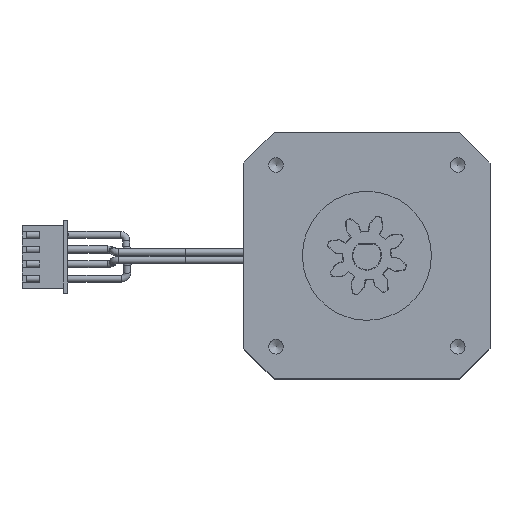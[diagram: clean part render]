
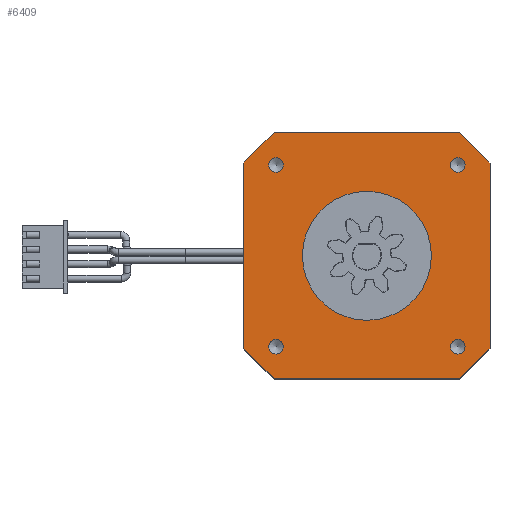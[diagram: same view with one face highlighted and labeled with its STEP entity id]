
A CAD part, top view. The second image highlights one B-rep face of the part: STEP entity #6409.
In plain terms, the highlighted planar face has unit normal (0, 0, 1).
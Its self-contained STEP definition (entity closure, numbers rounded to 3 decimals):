
#81 = DIRECTION ( 'NONE',  ( 0.707, 0.707, 0. ) ) ;
#257 = DIRECTION ( 'NONE',  ( 1., 0., 0. ) ) ;
#311 = CARTESIAN_POINT ( 'NONE',  ( -15.5, -15.5, 33.5 ) ) ;
#474 = VERTEX_POINT ( 'NONE', #4389 ) ;
#553 = AXIS2_PLACEMENT_3D ( 'NONE', #311, #5379, #1056 ) ;
#868 = CARTESIAN_POINT ( 'NONE',  ( -21., 15.828, 33.5 ) ) ;
#1056 = DIRECTION ( 'NONE',  ( 1., 0., 0. ) ) ;
#1128 = VERTEX_POINT ( 'NONE', #7216 ) ;
#1142 = CARTESIAN_POINT ( 'NONE',  ( -15.5, 15.5, 33.5 ) ) ;
#1345 = EDGE_LOOP ( 'NONE', ( #9049 ) ) ;
#1389 = DIRECTION ( 'NONE',  ( 0., 1., 0. ) ) ;
#1479 = VERTEX_POINT ( 'NONE', #3381 ) ;
#1596 = DIRECTION ( 'NONE',  ( 1., 0., 0. ) ) ;
#1872 = PLANE ( 'NONE',  #9234 ) ;
#1881 = DIRECTION ( 'NONE',  ( 1., 0., 0. ) ) ;
#2021 = VERTEX_POINT ( 'NONE', #868 ) ;
#2177 = EDGE_LOOP ( 'NONE', ( #9252, #4435, #2976, #4195, #3121, #6397, #5350, #3137 ) ) ;
#2295 = FACE_BOUND ( 'NONE', #6608, .T. ) ;
#2305 = VECTOR ( 'NONE', #81, 1000. ) ;
#2567 = DIRECTION ( 'NONE',  ( -1., 0., 0. ) ) ;
#2601 = LINE ( 'NONE', #6873, #4302 ) ;
#2638 = LINE ( 'NONE', #8268, #8238 ) ;
#2651 = CARTESIAN_POINT ( 'NONE',  ( 16.75, -15.5, 33.5 ) ) ;
#2865 = CIRCLE ( 'NONE', #553, 1.25 ) ;
#2976 = ORIENTED_EDGE ( 'NONE', *, *, #4934, .T. ) ;
#3121 = ORIENTED_EDGE ( 'NONE', *, *, #5835, .T. ) ;
#3137 = ORIENTED_EDGE ( 'NONE', *, *, #7065, .T. ) ;
#3381 = CARTESIAN_POINT ( 'NONE',  ( 16.75, 15.5, 33.5 ) ) ;
#3430 = DIRECTION ( 'NONE',  ( -0.707, -0.707, 0. ) ) ;
#3458 = CARTESIAN_POINT ( 'NONE',  ( -21., 15.828, 33.5 ) ) ;
#3589 = CARTESIAN_POINT ( 'NONE',  ( 15.828, 21., 33.5 ) ) ;
#3630 = VECTOR ( 'NONE', #1389, 1000. ) ;
#3637 = CARTESIAN_POINT ( 'NONE',  ( 15.5, -15.5, 33.5 ) ) ;
#3786 = CARTESIAN_POINT ( 'NONE',  ( 15.828, -21., 33.5 ) ) ;
#3920 = AXIS2_PLACEMENT_3D ( 'NONE', #1142, #6194, #1881 ) ;
#3960 = ORIENTED_EDGE ( 'NONE', *, *, #7493, .F. ) ;
#4096 = AXIS2_PLACEMENT_3D ( 'NONE', #3637, #8739, #4368 ) ;
#4190 = FACE_BOUND ( 'NONE', #5497, .T. ) ;
#4195 = ORIENTED_EDGE ( 'NONE', *, *, #5419, .T. ) ;
#4295 = CARTESIAN_POINT ( 'NONE',  ( 21., 15.828, 33.5 ) ) ;
#4302 = VECTOR ( 'NONE', #4837, 1000. ) ;
#4343 = VECTOR ( 'NONE', #6067, 1000. ) ;
#4368 = DIRECTION ( 'NONE',  ( 1., 0., 0. ) ) ;
#4389 = CARTESIAN_POINT ( 'NONE',  ( -15.828, -21., 33.5 ) ) ;
#4410 = CARTESIAN_POINT ( 'NONE',  ( 21., -15.828, 33.5 ) ) ;
#4435 = ORIENTED_EDGE ( 'NONE', *, *, #4455, .T. ) ;
#4455 = EDGE_CURVE ( 'NONE', #1128, #2021, #9069, .T. ) ;
#4551 = VERTEX_POINT ( 'NONE', #3589 ) ;
#4587 = DIRECTION ( 'NONE',  ( 0., 0., 1. ) ) ;
#4837 = DIRECTION ( 'NONE',  ( -0.707, 0.707, 0. ) ) ;
#4934 = EDGE_CURVE ( 'NONE', #2021, #8331, #9164, .T. ) ;
#5094 = VERTEX_POINT ( 'NONE', #9206 ) ;
#5146 = VECTOR ( 'NONE', #1596, 1000. ) ;
#5197 = CARTESIAN_POINT ( 'NONE',  ( 15.828, -21., 33.5 ) ) ;
#5280 = VERTEX_POINT ( 'NONE', #3786 ) ;
#5317 = VERTEX_POINT ( 'NONE', #2651 ) ;
#5350 = ORIENTED_EDGE ( 'NONE', *, *, #6622, .T. ) ;
#5357 = CARTESIAN_POINT ( 'NONE',  ( -15.828, 21., 33.5 ) ) ;
#5379 = DIRECTION ( 'NONE',  ( 0., 0., 1. ) ) ;
#5419 = EDGE_CURVE ( 'NONE', #8331, #474, #2638, .T. ) ;
#5420 = EDGE_CURVE ( 'NONE', #4551, #1128, #6496, .T. ) ;
#5497 = EDGE_LOOP ( 'NONE', ( #3960 ) ) ;
#5603 = ORIENTED_EDGE ( 'NONE', *, *, #7370, .F. ) ;
#5835 = EDGE_CURVE ( 'NONE', #474, #5280, #9010, .T. ) ;
#6067 = DIRECTION ( 'NONE',  ( -1., 0., 0. ) ) ;
#6127 = FACE_BOUND ( 'NONE', #6857, .T. ) ;
#6139 = LINE ( 'NONE', #4410, #2305 ) ;
#6181 = CARTESIAN_POINT ( 'NONE',  ( 21., 21., 33.5 ) ) ;
#6194 = DIRECTION ( 'NONE',  ( 0., 0., 1. ) ) ;
#6261 = EDGE_CURVE ( 'NONE', #5280, #6633, #6139, .T. ) ;
#6397 = ORIENTED_EDGE ( 'NONE', *, *, #6261, .T. ) ;
#6409 = ADVANCED_FACE ( 'NONE', ( #8101, #2295, #4190, #6127, #7865 ), #1872, .F. ) ;
#6466 = CARTESIAN_POINT ( 'NONE',  ( 21., -15.828, 33.5 ) ) ;
#6496 = LINE ( 'NONE', #5357, #4343 ) ;
#6608 = EDGE_LOOP ( 'NONE', ( #5603 ) ) ;
#6622 = EDGE_CURVE ( 'NONE', #6633, #8478, #7509, .T. ) ;
#6633 = VERTEX_POINT ( 'NONE', #6466 ) ;
#6762 = DIRECTION ( 'NONE',  ( 0.707, -0.707, 0. ) ) ;
#6857 = EDGE_LOOP ( 'NONE', ( #7346 ) ) ;
#6873 = CARTESIAN_POINT ( 'NONE',  ( 15.828, 21., 33.5 ) ) ;
#6920 = DIRECTION ( 'NONE',  ( 0., 0., -1. ) ) ;
#7065 = EDGE_CURVE ( 'NONE', #8478, #4551, #2601, .T. ) ;
#7181 = CIRCLE ( 'NONE', #9015, 1.25 ) ;
#7216 = CARTESIAN_POINT ( 'NONE',  ( -15.828, 21., 33.5 ) ) ;
#7223 = VECTOR ( 'NONE', #7700, 1000. ) ;
#7240 = EDGE_CURVE ( 'NONE', #5317, #5317, #7372, .T. ) ;
#7346 = ORIENTED_EDGE ( 'NONE', *, *, #7627, .F. ) ;
#7370 = EDGE_CURVE ( 'NONE', #1479, #1479, #7181, .T. ) ;
#7372 = CIRCLE ( 'NONE', #4096, 1.25 ) ;
#7493 = EDGE_CURVE ( 'NONE', #8967, #8967, #2865, .T. ) ;
#7509 = LINE ( 'NONE', #9344, #3630 ) ;
#7627 = EDGE_CURVE ( 'NONE', #5094, #5094, #7770, .T. ) ;
#7700 = DIRECTION ( 'NONE',  ( 0., -1., 0. ) ) ;
#7770 = CIRCLE ( 'NONE', #3920, 1.25 ) ;
#7865 = FACE_OUTER_BOUND ( 'NONE', #2177, .T. ) ;
#8101 = FACE_BOUND ( 'NONE', #1345, .T. ) ;
#8238 = VECTOR ( 'NONE', #6762, 1000. ) ;
#8268 = CARTESIAN_POINT ( 'NONE',  ( -15.828, -21., 33.5 ) ) ;
#8331 = VERTEX_POINT ( 'NONE', #8393 ) ;
#8393 = CARTESIAN_POINT ( 'NONE',  ( -21., -15.828, 33.5 ) ) ;
#8478 = VERTEX_POINT ( 'NONE', #4295 ) ;
#8482 = CARTESIAN_POINT ( 'NONE',  ( -14.25, -15.5, 33.5 ) ) ;
#8739 = DIRECTION ( 'NONE',  ( 0., 0., 1. ) ) ;
#8956 = CARTESIAN_POINT ( 'NONE',  ( 15.5, 15.5, 33.5 ) ) ;
#8967 = VERTEX_POINT ( 'NONE', #8482 ) ;
#9010 = LINE ( 'NONE', #5197, #5146 ) ;
#9015 = AXIS2_PLACEMENT_3D ( 'NONE', #8956, #4587, #257 ) ;
#9049 = ORIENTED_EDGE ( 'NONE', *, *, #7240, .F. ) ;
#9069 = LINE ( 'NONE', #3458, #9284 ) ;
#9147 = CARTESIAN_POINT ( 'NONE',  ( -21., -15.828, 33.5 ) ) ;
#9164 = LINE ( 'NONE', #9147, #7223 ) ;
#9206 = CARTESIAN_POINT ( 'NONE',  ( -14.25, 15.5, 33.5 ) ) ;
#9234 = AXIS2_PLACEMENT_3D ( 'NONE', #6181, #6920, #2567 ) ;
#9252 = ORIENTED_EDGE ( 'NONE', *, *, #5420, .T. ) ;
#9284 = VECTOR ( 'NONE', #3430, 1000. ) ;
#9344 = CARTESIAN_POINT ( 'NONE',  ( 21., 15.828, 33.5 ) ) ;
